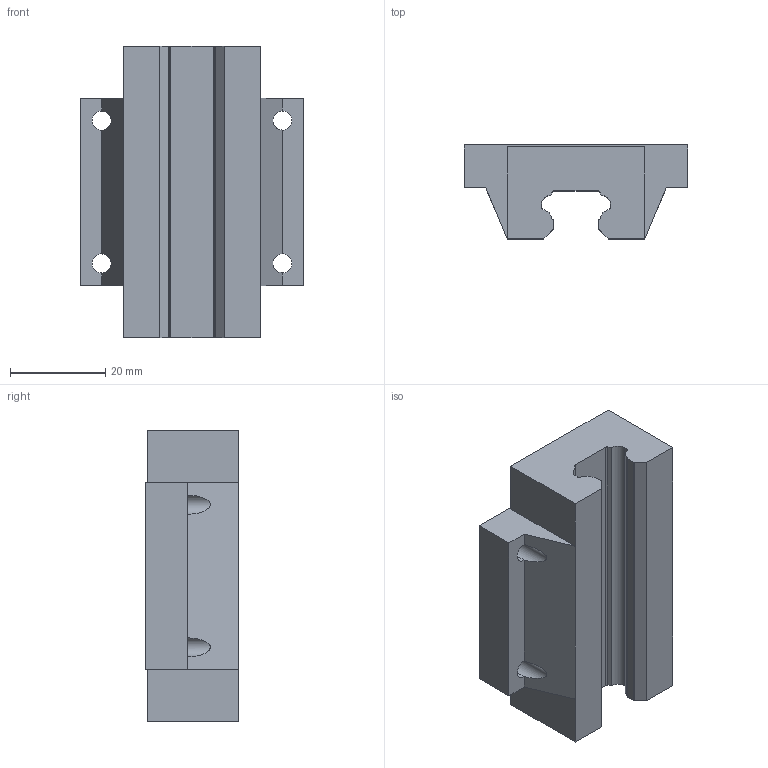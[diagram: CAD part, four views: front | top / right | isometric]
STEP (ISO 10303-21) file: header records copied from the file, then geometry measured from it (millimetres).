
FILE_DESCRIPTION (( 'STEP AP214' ), '1' );
FILE_NAME ('B548 Ðåëüñîâàÿ êàðåòêà HGW 15CC.STEP', '2026-01-28T20:26:36', ( '' ), ( '' ), 'SwSTEP 2.0', 'SolidWorks 2026', '' );
FILE_SCHEMA (( 'AUTOMOTIVE_DESIGN' ));
Length unit declared in the file: millimetre
Products named in the file (1): B548 Рельсовая каретка HGW 15CC
Bounding box: 47 x 19.7 x 61.4 mm (x, y, z)
Volume: 35337.6 mm3; surface area: 10191 mm2
Topology: 1 solids, 1 shells, 55 faces, 159 edges, 102 vertices
Faces by surface type: plane 32, cylinder 23
Entity records: 1838 total; most frequent: CARTESIAN_POINT 329, ORIENTED_EDGE 318, DIRECTION 309, EDGE_CURVE 159, LINE 113, VECTOR 113, VERTEX_POINT 102, AXIS2_PLACEMENT_3D 98
